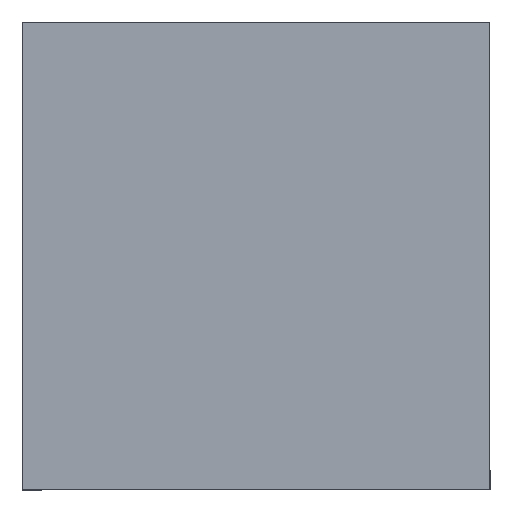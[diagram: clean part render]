
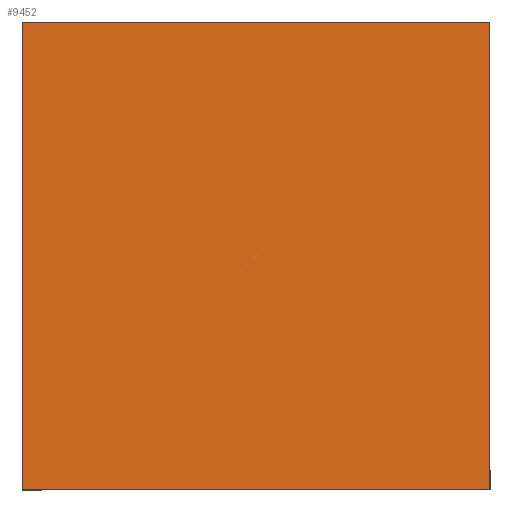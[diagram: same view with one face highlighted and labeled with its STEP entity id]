
A CAD part, front view. The second image highlights one B-rep face of the part: STEP entity #9452.
In plain terms, the highlighted face is planar.
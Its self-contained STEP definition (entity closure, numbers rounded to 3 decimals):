
#453 = AXIS2_PLACEMENT_3D ( 'NONE', #7567, #21722, #9579 ) ;
#709 = CARTESIAN_POINT ( 'NONE',  ( 7., 0., -1. ) ) ;
#1036 = DIRECTION ( 'NONE',  ( 0., -1., 0. ) ) ;
#2724 = VECTOR ( 'NONE', #1036, 1000. ) ;
#2730 = DIRECTION ( 'NONE',  ( 0., 1., 0. ) ) ;
#5163 = VECTOR ( 'NONE', #8539, 1000. ) ;
#6064 = VECTOR ( 'NONE', #2730, 1000. ) ;
#6627 = DIRECTION ( 'NONE',  ( -1., 0., 0. ) ) ;
#7448 = CARTESIAN_POINT ( 'NONE',  ( -7., -7., -1. ) ) ;
#7567 = CARTESIAN_POINT ( 'NONE',  ( 0., 0., -1. ) ) ;
#8251 = VERTEX_POINT ( 'NONE', #7448 ) ;
#8539 = DIRECTION ( 'NONE',  ( 1., 0., 0. ) ) ;
#8725 = CARTESIAN_POINT ( 'NONE',  ( 7., 7., -1. ) ) ;
#9175 = CARTESIAN_POINT ( 'NONE',  ( 7., -7., -1. ) ) ;
#9452 = ADVANCED_FACE ( 'NONE', ( #11781 ), #23593, .F. ) ;
#9579 = DIRECTION ( 'NONE',  ( 1., 0., 0. ) ) ;
#10262 = LINE ( 'NONE', #12812, #15653 ) ;
#10574 = CARTESIAN_POINT ( 'NONE',  ( 0., -7., -1. ) ) ;
#10845 = ORIENTED_EDGE ( 'NONE', *, *, #14526, .F. ) ;
#11177 = LINE ( 'NONE', #10574, #5163 ) ;
#11245 = EDGE_CURVE ( 'NONE', #21147, #8251, #18853, .T. ) ;
#11781 = FACE_OUTER_BOUND ( 'NONE', #14389, .T. ) ;
#12803 = VERTEX_POINT ( 'NONE', #8725 ) ;
#12812 = CARTESIAN_POINT ( 'NONE',  ( 0., 7., -1. ) ) ;
#14389 = EDGE_LOOP ( 'NONE', ( #23448, #21191, #24614, #10845 ) ) ;
#14526 = EDGE_CURVE ( 'NONE', #19773, #12803, #16793, .T. ) ;
#15653 = VECTOR ( 'NONE', #6627, 1000. ) ;
#16793 = LINE ( 'NONE', #709, #6064 ) ;
#18853 = LINE ( 'NONE', #25239, #2724 ) ;
#19773 = VERTEX_POINT ( 'NONE', #9175 ) ;
#21147 = VERTEX_POINT ( 'NONE', #25795 ) ;
#21191 = ORIENTED_EDGE ( 'NONE', *, *, #11245, .F. ) ;
#21549 = EDGE_CURVE ( 'NONE', #8251, #19773, #11177, .T. ) ;
#21722 = DIRECTION ( 'NONE',  ( 0., 0., 1. ) ) ;
#23180 = EDGE_CURVE ( 'NONE', #12803, #21147, #10262, .T. ) ;
#23448 = ORIENTED_EDGE ( 'NONE', *, *, #21549, .F. ) ;
#23593 = PLANE ( 'NONE',  #453 ) ;
#24614 = ORIENTED_EDGE ( 'NONE', *, *, #23180, .F. ) ;
#25239 = CARTESIAN_POINT ( 'NONE',  ( -7., 0., -1. ) ) ;
#25795 = CARTESIAN_POINT ( 'NONE',  ( -7., 7., -1. ) ) ;
